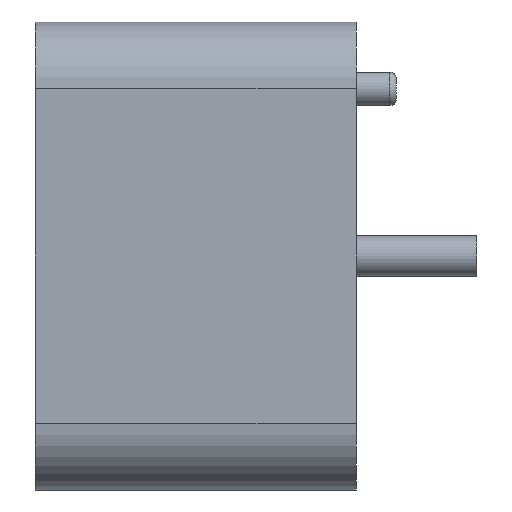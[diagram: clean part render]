
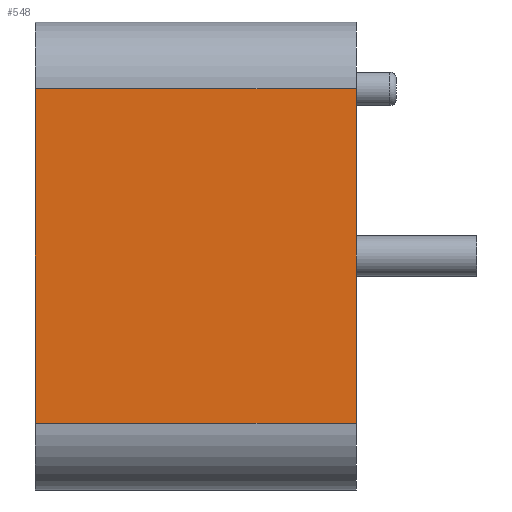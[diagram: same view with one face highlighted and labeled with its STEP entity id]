
A CAD part, left-side view. The second image highlights one B-rep face of the part: STEP entity #548.
In plain terms, the highlighted planar face has unit normal (-1, 0, 0).
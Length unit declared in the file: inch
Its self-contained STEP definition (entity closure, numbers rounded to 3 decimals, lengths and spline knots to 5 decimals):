
#13 = CARTESIAN_POINT ( 'NONE',  ( -0.845, 0.48, -0.25 ) ) ;
#59 = CARTESIAN_POINT ( 'NONE',  ( -0.845, 0., 0.25 ) ) ;
#149 = CARTESIAN_POINT ( 'NONE',  ( -0.845, 0.48, 0.35 ) ) ;
#151 = PLANE ( 'NONE',  #378 ) ;
#154 = DIRECTION ( 'NONE',  ( 1., 0., 0. ) ) ;
#155 = DIRECTION ( 'NONE',  ( 0., 0., -1. ) ) ;
#200 = CARTESIAN_POINT ( 'NONE',  ( -0.845, 0.48, 0.25 ) ) ;
#203 = DIRECTION ( 'NONE',  ( 0., 0., 1. ) ) ;
#206 = CARTESIAN_POINT ( 'NONE',  ( -0.845, 0., 0.35 ) ) ;
#297 = VERTEX_POINT ( 'NONE', #59 ) ;
#305 = VERTEX_POINT ( 'NONE', #668 ) ;
#310 = VERTEX_POINT ( 'NONE', #200 ) ;
#326 = CARTESIAN_POINT ( 'NONE',  ( -0.845, 0.48, 0.25 ) ) ;
#327 = DIRECTION ( 'NONE',  ( 0., 1., 0. ) ) ;
#333 = DIRECTION ( 'NONE',  ( 0., -1., 0. ) ) ;
#357 = EDGE_CURVE ( 'NONE', #462, #297, #488, .T. ) ;
#378 = AXIS2_PLACEMENT_3D ( 'NONE', #149, #154, #155 ) ;
#393 = EDGE_CURVE ( 'NONE', #297, #310, #499, .T. ) ;
#398 = EDGE_CURVE ( 'NONE', #305, #310, #504, .T. ) ;
#416 = EDGE_CURVE ( 'NONE', #305, #462, #581, .T. ) ;
#451 = CARTESIAN_POINT ( 'NONE',  ( -0.845, 0., -0.25 ) ) ;
#462 = VERTEX_POINT ( 'NONE', #451 ) ;
#484 = CARTESIAN_POINT ( 'NONE',  ( -0.845, 0.48, 0.35 ) ) ;
#485 = VECTOR ( 'NONE', #203, 39.37008 ) ;
#488 = LINE ( 'NONE', #206, #485 ) ;
#499 = LINE ( 'NONE', #326, #503 ) ;
#503 = VECTOR ( 'NONE', #327, 39.37008 ) ;
#504 = LINE ( 'NONE', #484, #511 ) ;
#511 = VECTOR ( 'NONE', #633, 39.37008 ) ;
#548 = ADVANCED_FACE ( 'NONE', ( #607 ), #151, .F. ) ;
#581 = LINE ( 'NONE', #13, #583 ) ;
#583 = VECTOR ( 'NONE', #333, 39.37008 ) ;
#607 = FACE_OUTER_BOUND ( 'NONE', #660, .T. ) ;
#613 = ORIENTED_EDGE ( 'NONE', *, *, #398, .F. ) ;
#614 = ORIENTED_EDGE ( 'NONE', *, *, #416, .T. ) ;
#615 = ORIENTED_EDGE ( 'NONE', *, *, #357, .T. ) ;
#616 = ORIENTED_EDGE ( 'NONE', *, *, #393, .T. ) ;
#633 = DIRECTION ( 'NONE',  ( 0., 0., 1. ) ) ;
#660 = EDGE_LOOP ( 'NONE', ( #613, #614, #615, #616 ) ) ;
#668 = CARTESIAN_POINT ( 'NONE',  ( -0.845, 0.48, -0.25 ) ) ;
